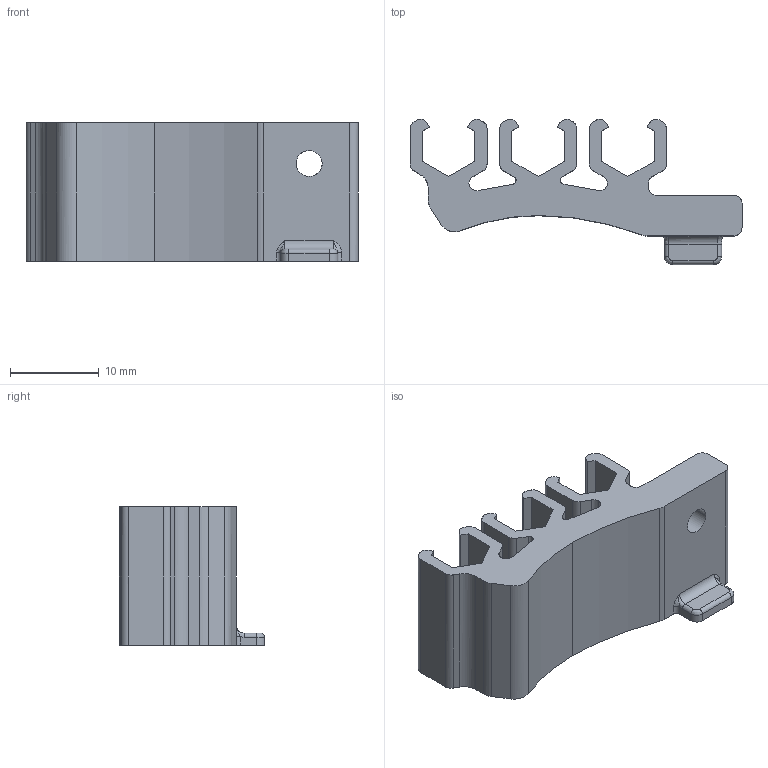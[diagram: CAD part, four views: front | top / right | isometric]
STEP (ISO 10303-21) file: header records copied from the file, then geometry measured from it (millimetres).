
FILE_DESCRIPTION(('FreeCAD Model'),'2;1');
FILE_NAME('Open CASCADE Shape Model','2025-05-02T00:57:18',('FreeCAD'),( 'FreeCAD'),'Open CASCADE STEP processor 7.6','FreeCAD','Unknown');
FILE_SCHEMA(('AUTOMOTIVE_DESIGN { 1 0 10303 214 1 1 1 1 }'));
Length unit declared in the file: millimetre
Products named in the file (1): Open CASCADE STEP translator 7.6 1
Bounding box: 37.41 x 16.35 x 15.62 mm (x, y, z)
Volume: 3580.3 mm3; surface area: 3254.8 mm2
Topology: 1 solids, 1 shells, 107 faces, 307 edges, 200 vertices
Faces by surface type: bspline 107
Entity records: 3265 total; most frequent: CARTESIAN_POINT 1547, ORIENTED_EDGE 610, EDGE_CURVE 305, B_SPLINE_CURVE_WITH_KNOTS 207, VERTEX_POINT 200, FACE_BOUND 109, EDGE_LOOP 109, ADVANCED_FACE 107
